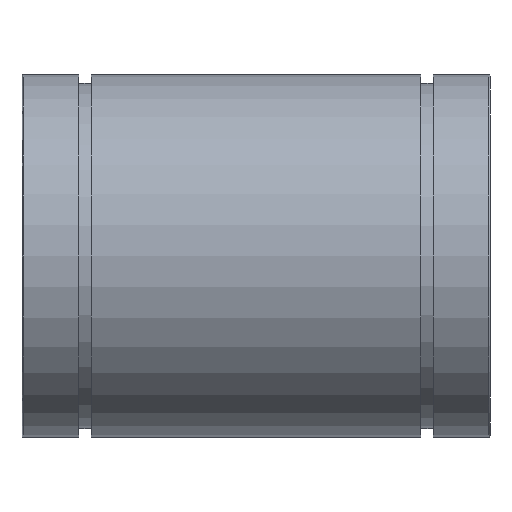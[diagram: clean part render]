
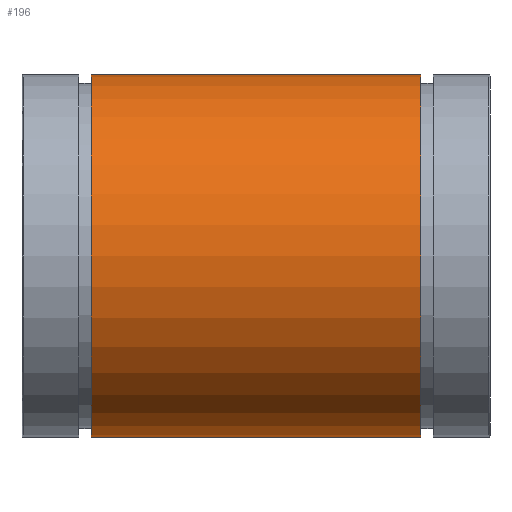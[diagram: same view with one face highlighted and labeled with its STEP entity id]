
A CAD part, front view. The second image highlights one B-rep face of the part: STEP entity #196.
In plain terms, the highlighted cylindrical face has radius 31 mm (diameter 62 mm), a full revolution.
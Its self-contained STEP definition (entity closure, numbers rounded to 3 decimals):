
#30=LINE('',#369,#36);
#36=VECTOR('',#310,31.);
#42=CYLINDRICAL_SURFACE('',#245,31.);
#54=FACE_OUTER_BOUND('',#72,.T.);
#72=EDGE_LOOP('',(#169,#170,#171,#172));
#93=CIRCLE('',#244,31.);
#94=CIRCLE('',#246,31.);
#109=VERTEX_POINT('',#364);
#110=VERTEX_POINT('',#367);
#130=EDGE_CURVE('',#109,#109,#93,.T.);
#131=EDGE_CURVE('',#110,#110,#94,.T.);
#132=EDGE_CURVE('',#110,#109,#30,.T.);
#169=ORIENTED_EDGE('',*,*,#131,.F.);
#170=ORIENTED_EDGE('',*,*,#132,.T.);
#171=ORIENTED_EDGE('',*,*,#130,.T.);
#172=ORIENTED_EDGE('',*,*,#132,.F.);
#196=ADVANCED_FACE('',(#54),#42,.T.);
#244=AXIS2_PLACEMENT_3D('',#365,#304,#305);
#245=AXIS2_PLACEMENT_3D('',#366,#306,#307);
#246=AXIS2_PLACEMENT_3D('',#368,#308,#309);
#304=DIRECTION('center_axis',(1.,0.,0.));
#305=DIRECTION('ref_axis',(0.,1.,0.));
#306=DIRECTION('center_axis',(1.,0.,0.));
#307=DIRECTION('ref_axis',(0.,1.,0.));
#308=DIRECTION('center_axis',(1.,0.,0.));
#309=DIRECTION('ref_axis',(0.,1.,0.));
#310=DIRECTION('',(-1.,0.,0.));
#364=CARTESIAN_POINT('',(-28.15,-31.,0.));
#365=CARTESIAN_POINT('Origin',(-28.15,0.,0.));
#366=CARTESIAN_POINT('Origin',(0.,0.,0.));
#367=CARTESIAN_POINT('',(28.15,-31.,0.));
#368=CARTESIAN_POINT('Origin',(28.15,0.,0.));
#369=CARTESIAN_POINT('',(0.,-31.,0.));
